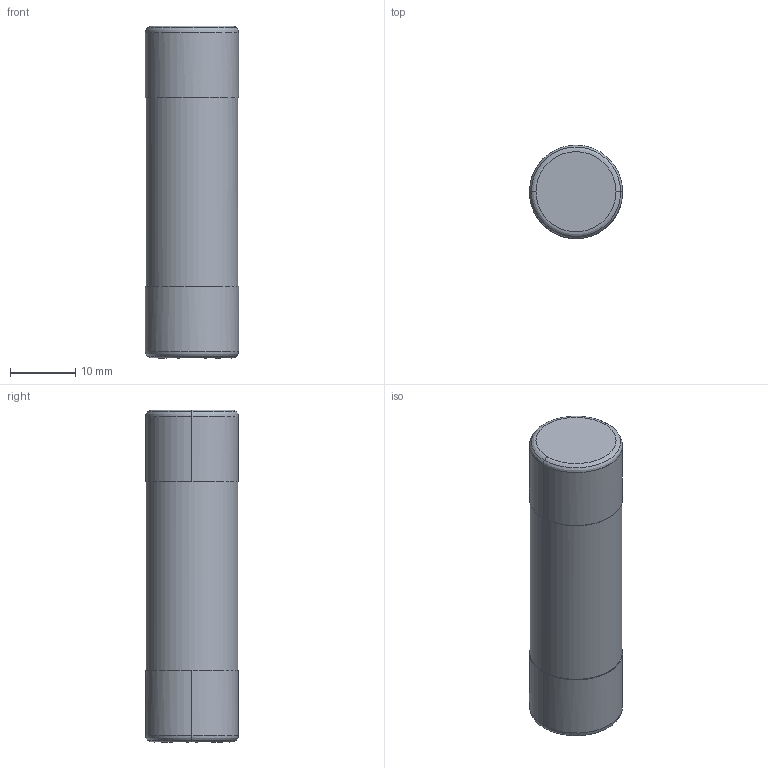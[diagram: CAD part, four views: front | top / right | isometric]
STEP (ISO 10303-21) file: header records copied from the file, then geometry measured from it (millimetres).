
FILE_DESCRIPTION((''),'2;1');
FILE_NAME('14x51_3d.stp','2025-03-25T01:02:40',('User'),( 'SDRC'),'I-DEAS Master Series','UNIX','Yes');
FILE_SCHEMA(('CONFIG_CONTROL_DESIGN', 'GEOMETRIC_VALIDATION_PROPERTIES_MIM','SHAPE_APPEARANCE_LAYER_MIM'));
Length unit declared in the file: millimetre
Assembly tree (4 placements, depth 0):
Bounding box: 14.3 x 14.29 x 51 mm (x, y, z)
Volume: 8012.6 mm3; surface area: 4949.6 mm2
Topology: 3 solids, 3 shells, 31 faces, 57 edges, 36 vertices
Faces by surface type: bspline 31
Entity records: 2299 total; most frequent: CARTESIAN_POINT 1207, ORIENTED_EDGE 114, EDGE_CURVE 57, PERSON 48, ORGANIZATION 48, PERSON_AND_ORGANIZATION 48, VERTEX_POINT 36, EDGE_LOOP 35
